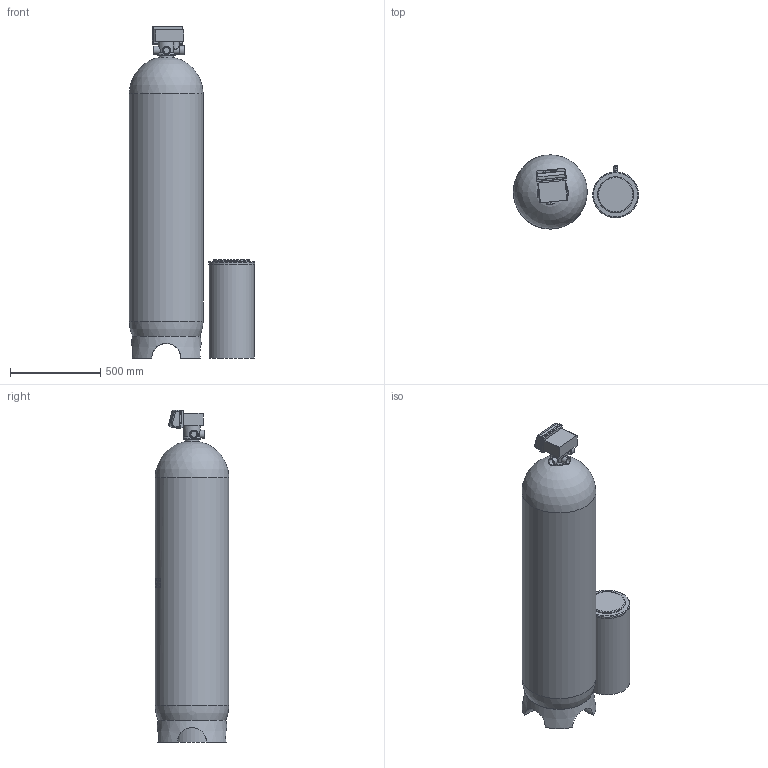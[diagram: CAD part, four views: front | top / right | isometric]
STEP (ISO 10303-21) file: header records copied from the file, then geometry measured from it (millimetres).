
FILE_DESCRIPTION(('STEP AP203'), '1');
FILE_NAME('栖闉罻 28', '2017-08-02T16:56:07', ('UNSPECIFIED'), ('UNSPECIFIED'), 'ASCON STEP Converter 1.3', 'ASCON Math Kernel', '');
FILE_SCHEMA(('CONFIG_CONTROL_DESIGN'));
Length unit declared in the file: millimetre
Assembly tree (2 placements, depth 2):
  (unnamed)
    (unnamed)
    (unnamed)
Bounding box: 695.05 x 410 x 1840.63 mm (x, y, z)
Volume: 232366161 mm3; surface area: 2959832.3 mm2
Topology: 2 solids, 2 shells, 622 faces, 1702 edges, 1115 vertices
Faces by surface type: cylinder 423, plane 174, sphere 11, torus 6, cone 4, bspline 4
Full cylindrical faces by diameter (mm): 20 x2, 25 x1, 36 x2, 38 x1, 45 x3, 52 x1, 76 x1, 99.238 x1, 200 x1, 250 x1, 255 x1, 410 x1
Entity records: 36022 total; most frequent: CARTESIAN_POINT 16943, ORIENTED_EDGE 3334, DIRECTION 2222, EDGE_CURVE 1667, VERTEX_POINT 1115, AXIS2_PLACEMENT_3D 778, B_SPLINE_CURVE_WITH_KNOTS 730, EDGE_LOOP 688
